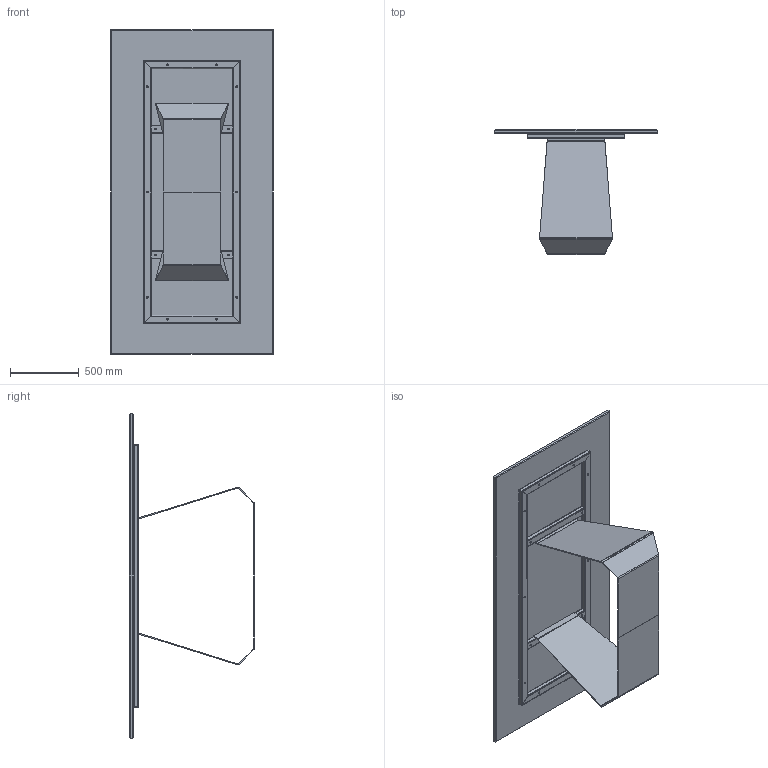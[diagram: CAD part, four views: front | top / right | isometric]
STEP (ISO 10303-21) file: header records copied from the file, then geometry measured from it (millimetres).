
FILE_DESCRIPTION(('FreeCAD Model'),'2;1');
FILE_NAME('Open CASCADE Shape Model','2025-05-02T02:18:50',('FreeCAD'),( 'FreeCAD'),'Open CASCADE STEP processor 7.6','FreeCAD','Unknown');
FILE_SCHEMA(('AUTOMOTIVE_DESIGN { 1 0 10303 214 1 1 1 1 }'));
Products named in the file (1): Open CASCADE STEP translator 7.6 1
Bounding box: 1178.86 x 909.49 x 2357.72 mm (x, y, z)
Volume: 94279483.4 mm3; surface area: 10530602.5 mm2
Topology: 23 solids, 23 shells, 1448 faces, 4150 edges, 2734 vertices
Faces by surface type: bspline 1448
Entity records: 86970 total; most frequent: CARTESIAN_POINT 64031, ORIENTED_EDGE 8244, EDGE_CURVE 4122, VERTEX_POINT 2734, B_SPLINE_CURVE_WITH_KNOTS 2626, FACE_BOUND 1530, EDGE_LOOP 1530, ADVANCED_FACE 1448
